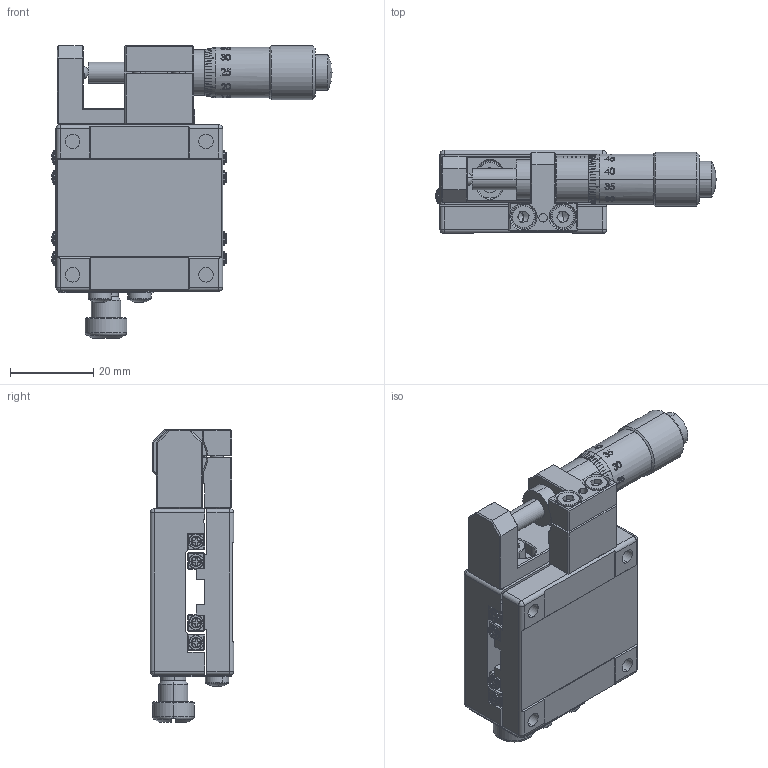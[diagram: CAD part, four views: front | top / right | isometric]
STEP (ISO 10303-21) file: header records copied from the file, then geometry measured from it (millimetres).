
FILE_DESCRIPTION (( 'STEP AP203' ), '1' );
FILE_NAME ('MX40-AS.STEP', '2021-02-20T06:45:36', ( '' ), ( '' ), 'SwSTEP 2.0', 'SolidWorks 2020', '' );
FILE_SCHEMA (( 'CONFIG_CONTROL_DESIGN' ));
Products named in the file (1): MX40-AS
Bounding box: 67.23 x 20 x 70.3 mm (x, y, z)
Volume: 38943 mm3; surface area: 18702.7 mm2
Topology: 9 solids, 9 shells, 1429 faces, 3585 edges, 2216 vertices
Faces by surface type: plane 771, cylinder 235, bspline 205, cone 112, torus 72, sphere 34
Entity records: 57795 total; most frequent: CARTESIAN_POINT 24888, ORIENTED_EDGE 7100, DIRECTION 6522, EDGE_CURVE 3550, AXIS2_PLACEMENT_3D 2474, VERTEX_POINT 2212, VECTOR 1574, LINE 1574
